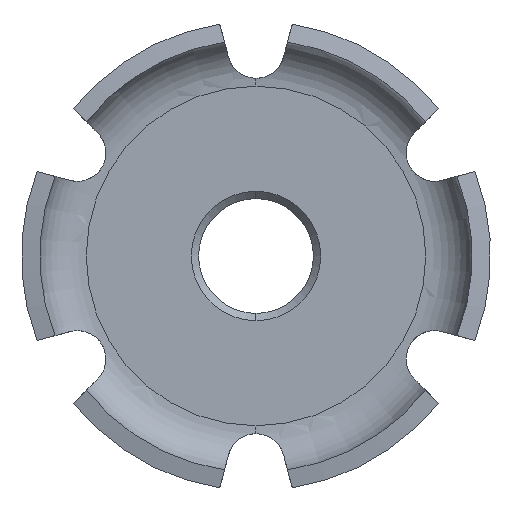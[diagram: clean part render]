
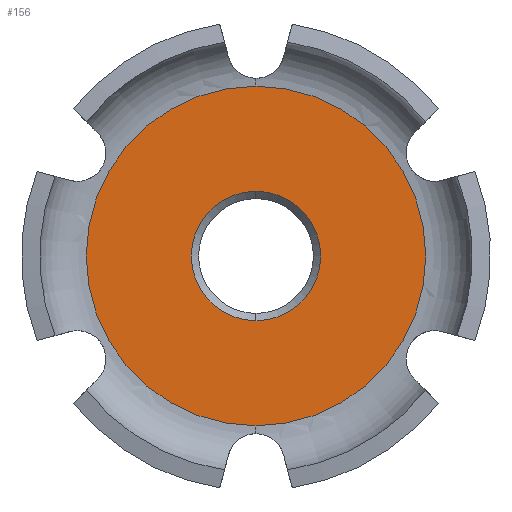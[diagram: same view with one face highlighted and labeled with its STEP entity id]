
A CAD part, front view. The second image highlights one B-rep face of the part: STEP entity #156.
In plain terms, the highlighted planar face has unit normal (0, -1, 0).
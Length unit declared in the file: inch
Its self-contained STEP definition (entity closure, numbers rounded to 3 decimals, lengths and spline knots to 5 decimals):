
#15 = PLANE ( 'NONE',  #2950 ) ;
#156 = ADVANCED_FACE ( 'NONE', ( #1439, #1212 ), #15, .F. ) ;
#183 = VERTEX_POINT ( 'NONE', #2575 ) ;
#266 = DIRECTION ( 'NONE',  ( -1., 0., 0. ) ) ;
#296 = CARTESIAN_POINT ( 'NONE',  ( 0., -0.19685, -0.0895 ) ) ;
#340 = CARTESIAN_POINT ( 'NONE',  ( 0.235, -0.19685, 0. ) ) ;
#689 = DIRECTION ( 'NONE',  ( -1., 0., 0. ) ) ;
#700 = AXIS2_PLACEMENT_3D ( 'NONE', #2323, #948, #2130 ) ;
#707 = CARTESIAN_POINT ( 'NONE',  ( 0.235, -0.19685, 0. ) ) ;
#798 = AXIS2_PLACEMENT_3D ( 'NONE', #925, #2795, #689 ) ;
#861 = ORIENTED_EDGE ( 'NONE', *, *, #1619, .T. ) ;
#878 = EDGE_CURVE ( 'NONE', #1663, #1760, #1328, .T. ) ;
#886 = CIRCLE ( 'NONE', #2735, 0.0895 ) ;
#925 = CARTESIAN_POINT ( 'NONE',  ( 0., -0.19685, 0. ) ) ;
#948 = DIRECTION ( 'NONE',  ( 0., 1., 0. ) ) ;
#1212 = FACE_OUTER_BOUND ( 'NONE', #2119, .T. ) ;
#1328 = CIRCLE ( 'NONE', #2060, 0.0895 ) ;
#1419 = DIRECTION ( 'NONE',  ( 0., 1., 0. ) ) ;
#1439 = FACE_BOUND ( 'NONE', #1517, .T. ) ;
#1452 = DIRECTION ( 'NONE',  ( -1., 0., 0. ) ) ;
#1517 = EDGE_LOOP ( 'NONE', ( #861, #1887 ) ) ;
#1619 = EDGE_CURVE ( 'NONE', #1760, #1663, #886, .T. ) ;
#1626 = CARTESIAN_POINT ( 'NONE',  ( 0., -0.19685, 0.0895 ) ) ;
#1630 = VERTEX_POINT ( 'NONE', #707 ) ;
#1657 = CARTESIAN_POINT ( 'NONE',  ( 0., -0.19685, 0. ) ) ;
#1663 = VERTEX_POINT ( 'NONE', #1626 ) ;
#1760 = VERTEX_POINT ( 'NONE', #296 ) ;
#1886 = DIRECTION ( 'NONE',  ( 0., 1., 0. ) ) ;
#1887 = ORIENTED_EDGE ( 'NONE', *, *, #878, .T. ) ;
#1933 = ORIENTED_EDGE ( 'NONE', *, *, #2093, .F. ) ;
#2013 = CIRCLE ( 'NONE', #700, 0.235 ) ;
#2018 = ORIENTED_EDGE ( 'NONE', *, *, #2883, .F. ) ;
#2060 = AXIS2_PLACEMENT_3D ( 'NONE', #2869, #2602, #1452 ) ;
#2093 = EDGE_CURVE ( 'NONE', #183, #1630, #2013, .T. ) ;
#2116 = CIRCLE ( 'NONE', #798, 0.235 ) ;
#2119 = EDGE_LOOP ( 'NONE', ( #1933, #2018 ) ) ;
#2130 = DIRECTION ( 'NONE',  ( -1., 0., 0. ) ) ;
#2323 = CARTESIAN_POINT ( 'NONE',  ( 0., -0.19685, 0. ) ) ;
#2432 = DIRECTION ( 'NONE',  ( -1., 0., 0. ) ) ;
#2575 = CARTESIAN_POINT ( 'NONE',  ( -0.235, -0.19685, 0. ) ) ;
#2602 = DIRECTION ( 'NONE',  ( 0., 1., 0. ) ) ;
#2735 = AXIS2_PLACEMENT_3D ( 'NONE', #1657, #1419, #266 ) ;
#2795 = DIRECTION ( 'NONE',  ( 0., 1., 0. ) ) ;
#2869 = CARTESIAN_POINT ( 'NONE',  ( 0., -0.19685, 0. ) ) ;
#2883 = EDGE_CURVE ( 'NONE', #1630, #183, #2116, .T. ) ;
#2950 = AXIS2_PLACEMENT_3D ( 'NONE', #340, #1886, #2432 ) ;
